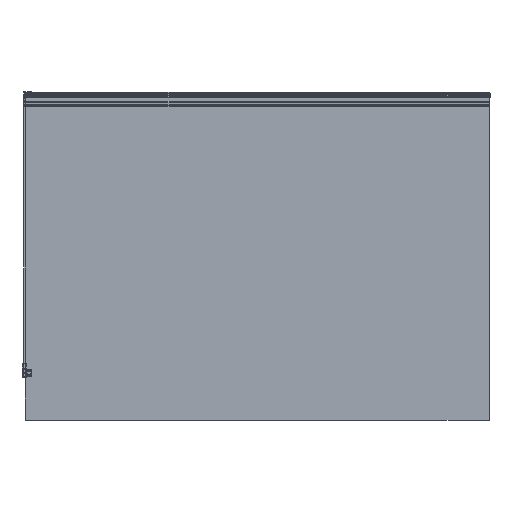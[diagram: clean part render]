
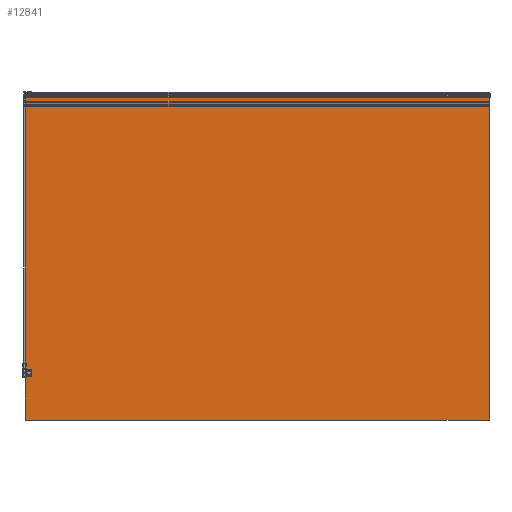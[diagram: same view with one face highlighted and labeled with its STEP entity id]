
A CAD part, left-side view. The second image highlights one B-rep face of the part: STEP entity #12841.
In plain terms, the highlighted face is planar.
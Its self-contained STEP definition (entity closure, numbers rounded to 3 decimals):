
#1706 = AXIS2_PLACEMENT_3D ( 'NONE', #32168, #32255, #32250 ) ;
#3798 = EDGE_LOOP ( 'NONE', ( #6095, #6113, #6126, #6100 ) ) ;
#6095 = ORIENTED_EDGE ( 'NONE', *, *, #9682, .T. ) ;
#6100 = ORIENTED_EDGE ( 'NONE', *, *, #9654, .T. ) ;
#6113 = ORIENTED_EDGE ( 'NONE', *, *, #9659, .T. ) ;
#6126 = ORIENTED_EDGE ( 'NONE', *, *, #9681, .T. ) ;
#9654 = EDGE_CURVE ( 'NONE', #17441, #17442, #25080, .T. ) ;
#9659 = EDGE_CURVE ( 'NONE', #17443, #17444, #25120, .T. ) ;
#9681 = EDGE_CURVE ( 'NONE', #17444, #17441, #25130, .T. ) ;
#9682 = EDGE_CURVE ( 'NONE', #17442, #17443, #25163, .T. ) ;
#10558 = FACE_OUTER_BOUND ( 'NONE', #3798, .T. ) ;
#12841 = ADVANCED_FACE ( 'NONE', ( #10558 ), #32164, .T. ) ;
#17441 = VERTEX_POINT ( 'NONE', #37322 ) ;
#17442 = VERTEX_POINT ( 'NONE', #37350 ) ;
#17443 = VERTEX_POINT ( 'NONE', #37352 ) ;
#17444 = VERTEX_POINT ( 'NONE', #37355 ) ;
#24462 = CARTESIAN_POINT ( 'NONE',  ( 0., 1., 0. ) ) ;
#24463 = DIRECTION ( 'NONE',  ( -1., 0., 0. ) ) ;
#24495 = CARTESIAN_POINT ( 'NONE',  ( 1395., 1996., 0. ) ) ;
#24500 = DIRECTION ( 'NONE',  ( 1., 0., 0. ) ) ;
#24580 = DIRECTION ( 'NONE',  ( 0., -1., 0. ) ) ;
#24581 = CARTESIAN_POINT ( 'NONE',  ( 1., 1997., 0. ) ) ;
#24582 = DIRECTION ( 'NONE',  ( 0., 1., 0. ) ) ;
#24593 = CARTESIAN_POINT ( 'NONE',  ( 1394., 0., 0. ) ) ;
#25075 = VECTOR ( 'NONE', #24463, 1000. ) ;
#25080 = LINE ( 'NONE', #24495, #25100 ) ;
#25100 = VECTOR ( 'NONE', #24500, 1000. ) ;
#25120 = LINE ( 'NONE', #24462, #25075 ) ;
#25130 = LINE ( 'NONE', #24581, #25143 ) ;
#25143 = VECTOR ( 'NONE', #24582, 1000. ) ;
#25153 = VECTOR ( 'NONE', #24580, 1000. ) ;
#25163 = LINE ( 'NONE', #24593, #25153 ) ;
#32164 = PLANE ( 'NONE',  #1706 ) ;
#32168 = CARTESIAN_POINT ( 'NONE',  ( 0., 1997., 0. ) ) ;
#32250 = DIRECTION ( 'NONE',  ( -1., 0., 0. ) ) ;
#32255 = DIRECTION ( 'NONE',  ( 0., 0., -1. ) ) ;
#37322 = CARTESIAN_POINT ( 'NONE',  ( 1., 1996., 0. ) ) ;
#37350 = CARTESIAN_POINT ( 'NONE',  ( 1394., 1996., 0. ) ) ;
#37352 = CARTESIAN_POINT ( 'NONE',  ( 1394., 1., 0. ) ) ;
#37355 = CARTESIAN_POINT ( 'NONE',  ( 1., 1., 0. ) ) ;
